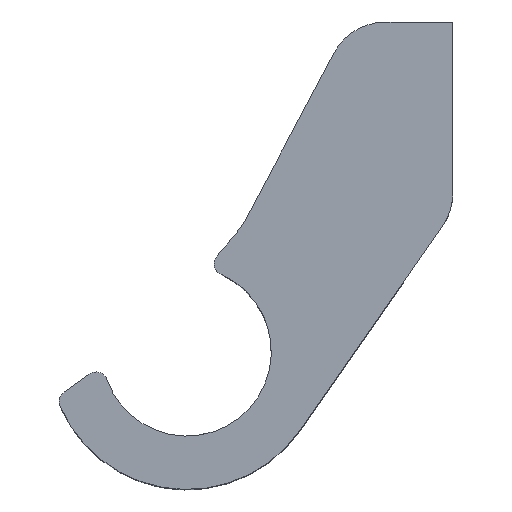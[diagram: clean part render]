
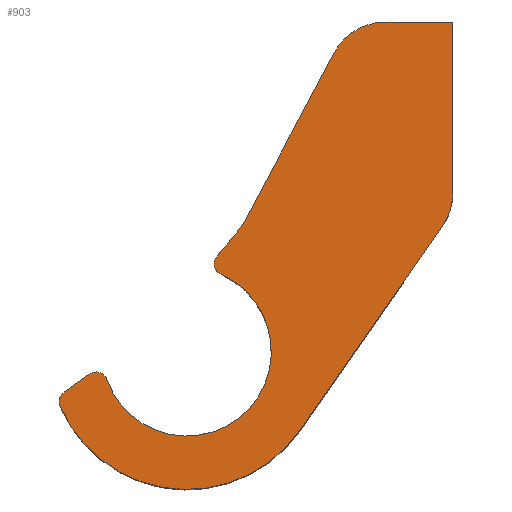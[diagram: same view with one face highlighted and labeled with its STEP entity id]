
A CAD part, top view. The second image highlights one B-rep face of the part: STEP entity #903.
In plain terms, the highlighted planar face has unit normal (0, 0, 1).
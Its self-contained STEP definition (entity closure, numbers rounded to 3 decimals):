
#20 = VERTEX_POINT ( 'NONE', #124 ) ;
#28 = AXIS2_PLACEMENT_3D ( 'NONE', #954, #107, #747 ) ;
#29 = DIRECTION ( 'NONE',  ( 1., 0., 0. ) ) ;
#35 = VERTEX_POINT ( 'NONE', #365 ) ;
#48 = ORIENTED_EDGE ( 'NONE', *, *, #596, .T. ) ;
#49 = CARTESIAN_POINT ( 'NONE',  ( 76.237, -82.5, -160. ) ) ;
#51 = AXIS2_PLACEMENT_3D ( 'NONE', #719, #54, #225 ) ;
#54 = DIRECTION ( 'NONE',  ( 0., 0., 1. ) ) ;
#55 = AXIS2_PLACEMENT_3D ( 'NONE', #926, #773, #996 ) ;
#62 = ORIENTED_EDGE ( 'NONE', *, *, #611, .T. ) ;
#69 = CARTESIAN_POINT ( 'NONE',  ( 82.855, -67.072, -160. ) ) ;
#72 = VECTOR ( 'NONE', #704, 1000. ) ;
#74 = CARTESIAN_POINT ( 'NONE',  ( 102.672, -75.2, -160. ) ) ;
#77 = CARTESIAN_POINT ( 'NONE',  ( 97., -40.7, -160. ) ) ;
#80 = VERTEX_POINT ( 'NONE', #205 ) ;
#85 = AXIS2_PLACEMENT_3D ( 'NONE', #447, #437, #29 ) ;
#90 = EDGE_CURVE ( 'NONE', #80, #295, #350, .T. ) ;
#92 = PLANE ( 'NONE',  #28 ) ;
#96 = CARTESIAN_POINT ( 'NONE',  ( 60.18, -89.458, -160. ) ) ;
#98 = ORIENTED_EDGE ( 'NONE', *, *, #541, .T. ) ;
#102 = CIRCLE ( 'NONE', #51, 7.5 ) ;
#105 = EDGE_CURVE ( 'NONE', #471, #886, #953, .T. ) ;
#107 = DIRECTION ( 'NONE',  ( 0., 0., 1. ) ) ;
#108 = ORIENTED_EDGE ( 'NONE', *, *, #173, .T. ) ;
#124 = CARTESIAN_POINT ( 'NONE',  ( 94.886, -44.686, -160. ) ) ;
#134 = VECTOR ( 'NONE', #601, 1000. ) ;
#156 = CARTESIAN_POINT ( 'NONE',  ( 101.512, -48.2, -160. ) ) ;
#157 = CARTESIAN_POINT ( 'NONE',  ( 108.65, -66.634, -160. ) ) ;
#173 = EDGE_CURVE ( 'NONE', #295, #737, #468, .T. ) ;
#189 = DIRECTION ( 'NONE',  ( 0., 0., 1. ) ) ;
#195 = DIRECTION ( 'NONE',  ( 0., 0., 1. ) ) ;
#197 = VERTEX_POINT ( 'NONE', #540 ) ;
#200 = EDGE_CURVE ( 'NONE', #995, #35, #524, .T. ) ;
#205 = CARTESIAN_POINT ( 'NONE',  ( 79.725, -71.331, -160. ) ) ;
#209 = ORIENTED_EDGE ( 'NONE', *, *, #939, .T. ) ;
#225 = DIRECTION ( 'NONE',  ( 1., 0., 0. ) ) ;
#248 = FACE_OUTER_BOUND ( 'NONE', #988, .T. ) ;
#258 = DIRECTION ( 'NONE',  ( -0.469, -0.883, 0. ) ) ;
#271 = CIRCLE ( 'NONE', #355, 106.6 ) ;
#280 = EDGE_CURVE ( 'NONE', #979, #471, #271, .T. ) ;
#282 = CARTESIAN_POINT ( 'NONE',  ( 101.512, -40.7, -160. ) ) ;
#286 = ORIENTED_EDGE ( 'NONE', *, *, #967, .T. ) ;
#289 = EDGE_CURVE ( 'NONE', #655, #20, #413, .T. ) ;
#292 = CIRCLE ( 'NONE', #969, 1.5 ) ;
#295 = VERTEX_POINT ( 'NONE', #710 ) ;
#308 = ORIENTED_EDGE ( 'NONE', *, *, #577, .T. ) ;
#350 = CIRCLE ( 'NONE', #679, 1.5 ) ;
#355 = AXIS2_PLACEMENT_3D ( 'NONE', #851, #377, #1002 ) ;
#365 = CARTESIAN_POINT ( 'NONE',  ( 90.588, -92.515, -160. ) ) ;
#368 = AXIS2_PLACEMENT_3D ( 'NONE', #573, #885, #753 ) ;
#377 = DIRECTION ( 'NONE',  ( 0., 0., -1. ) ) ;
#392 = VECTOR ( 'NONE', #397, 1000. ) ;
#397 = DIRECTION ( 'NONE',  ( 0.572, 0.82, 0. ) ) ;
#402 = DIRECTION ( 'NONE',  ( 0., 0., 1. ) ) ;
#413 = CIRCLE ( 'NONE', #663, 7.5 ) ;
#431 = ORIENTED_EDGE ( 'NONE', *, *, #448, .T. ) ;
#437 = DIRECTION ( 'NONE',  ( 0., 0., 1. ) ) ;
#447 = CARTESIAN_POINT ( 'NONE',  ( 61.556, -88.862, -160. ) ) ;
#448 = EDGE_CURVE ( 'NONE', #550, #507, #707, .T. ) ;
#453 = LINE ( 'NONE', #74, #392 ) ;
#454 = DIRECTION ( 'NONE',  ( 1., 0., 0. ) ) ;
#463 = CIRCLE ( 'NONE', #989, 1.5 ) ;
#468 = CIRCLE ( 'NONE', #999, 10.732 ) ;
#471 = VERTEX_POINT ( 'NONE', #472 ) ;
#472 = CARTESIAN_POINT ( 'NONE',  ( 60.702, -87.629, -160. ) ) ;
#507 = VERTEX_POINT ( 'NONE', #69 ) ;
#511 = LINE ( 'NONE', #77, #810 ) ;
#524 = CIRCLE ( 'NONE', #690, 17.5 ) ;
#536 = ORIENTED_EDGE ( 'NONE', *, *, #105, .T. ) ;
#540 = CARTESIAN_POINT ( 'NONE',  ( 110., -62.342, -160. ) ) ;
#541 = EDGE_CURVE ( 'NONE', #35, #870, #453, .T. ) ;
#550 = VERTEX_POINT ( 'NONE', #873 ) ;
#573 = CARTESIAN_POINT ( 'NONE',  ( 0., 0., -160. ) ) ;
#575 = CARTESIAN_POINT ( 'NONE',  ( 61.556, -88.862, -160. ) ) ;
#577 = EDGE_CURVE ( 'NONE', #507, #921, #938, .T. ) ;
#578 = CARTESIAN_POINT ( 'NONE',  ( 81.225, -71.331, -160. ) ) ;
#596 = EDGE_CURVE ( 'NONE', #737, #979, #463, .T. ) ;
#598 = CARTESIAN_POINT ( 'NONE',  ( 64.71, -86.592, -160. ) ) ;
#601 = DIRECTION ( 'NONE',  ( 0., 1., 0. ) ) ;
#611 = EDGE_CURVE ( 'NONE', #197, #1037, #852, .T. ) ;
#652 = ORIENTED_EDGE ( 'NONE', *, *, #289, .T. ) ;
#655 = VERTEX_POINT ( 'NONE', #282 ) ;
#658 = CARTESIAN_POINT ( 'NONE',  ( 60.056, -88.862, -160. ) ) ;
#663 = AXIS2_PLACEMENT_3D ( 'NONE', #156, #1009, #866 ) ;
#679 = AXIS2_PLACEMENT_3D ( 'NONE', #981, #195, #767 ) ;
#690 = AXIS2_PLACEMENT_3D ( 'NONE', #702, #784, #454 ) ;
#702 = CARTESIAN_POINT ( 'NONE',  ( 76.237, -82.5, -160. ) ) ;
#704 = DIRECTION ( 'NONE',  ( -1., 0., 0. ) ) ;
#707 = CIRCLE ( 'NONE', #55, 7.5 ) ;
#710 = CARTESIAN_POINT ( 'NONE',  ( 80.613, -72.701, -160. ) ) ;
#715 = EDGE_CURVE ( 'NONE', #1037, #655, #811, .T. ) ;
#719 = CARTESIAN_POINT ( 'NONE',  ( 102.5, -62.342, -160. ) ) ;
#722 = DIRECTION ( 'NONE',  ( 1., 0., 0. ) ) ;
#724 = ORIENTED_EDGE ( 'NONE', *, *, #841, .T. ) ;
#737 = VERTEX_POINT ( 'NONE', #1019 ) ;
#747 = DIRECTION ( 'NONE',  ( 1., 0., 0. ) ) ;
#751 = DIRECTION ( 'NONE',  ( 1., 0., 0. ) ) ;
#753 = DIRECTION ( 'NONE',  ( 1., 0., 0. ) ) ;
#754 = CIRCLE ( 'NONE', #902, 1.5 ) ;
#763 = ORIENTED_EDGE ( 'NONE', *, *, #280, .T. ) ;
#767 = DIRECTION ( 'NONE',  ( 1., 0., 0. ) ) ;
#771 = ORIENTED_EDGE ( 'NONE', *, *, #1023, .T. ) ;
#773 = DIRECTION ( 'NONE',  ( 0., 0., -1. ) ) ;
#776 = ORIENTED_EDGE ( 'NONE', *, *, #715, .T. ) ;
#784 = DIRECTION ( 'NONE',  ( 0., 0., 1. ) ) ;
#810 = VECTOR ( 'NONE', #258, 1000. ) ;
#811 = LINE ( 'NONE', #943, #72 ) ;
#834 = CARTESIAN_POINT ( 'NONE',  ( 110., -64.7, -160. ) ) ;
#841 = EDGE_CURVE ( 'NONE', #921, #80, #292, .T. ) ;
#845 = ORIENTED_EDGE ( 'NONE', *, *, #90, .T. ) ;
#851 = CARTESIAN_POINT ( 'NONE',  ( 0., 0., -160. ) ) ;
#852 = LINE ( 'NONE', #834, #134 ) ;
#866 = DIRECTION ( 'NONE',  ( 1., 0., 0. ) ) ;
#870 = VERTEX_POINT ( 'NONE', #157 ) ;
#873 = CARTESIAN_POINT ( 'NONE',  ( 83.651, -65.867, -160. ) ) ;
#882 = CARTESIAN_POINT ( 'NONE',  ( 110., -40.7, -160. ) ) ;
#885 = DIRECTION ( 'NONE',  ( 0., 0., -1. ) ) ;
#886 = VERTEX_POINT ( 'NONE', #658 ) ;
#888 = DIRECTION ( 'NONE',  ( 0., 0., 1. ) ) ;
#894 = CARTESIAN_POINT ( 'NONE',  ( 63.813, -85.39, -160. ) ) ;
#902 = AXIS2_PLACEMENT_3D ( 'NONE', #575, #888, #965 ) ;
#903 = ADVANCED_FACE ( 'NONE', ( #248 ), #92, .T. ) ;
#909 = CARTESIAN_POINT ( 'NONE',  ( 80.097, -70.342, -160. ) ) ;
#921 = VERTEX_POINT ( 'NONE', #909 ) ;
#926 = CARTESIAN_POINT ( 'NONE',  ( 77.025, -62.353, -160. ) ) ;
#938 = CIRCLE ( 'NONE', #368, 106.6 ) ;
#939 = EDGE_CURVE ( 'NONE', #870, #197, #102, .T. ) ;
#943 = CARTESIAN_POINT ( 'NONE',  ( 110., -40.7, -160. ) ) ;
#944 = ORIENTED_EDGE ( 'NONE', *, *, #200, .T. ) ;
#953 = CIRCLE ( 'NONE', #85, 1.5 ) ;
#954 = CARTESIAN_POINT ( 'NONE',  ( 0., 0., -160. ) ) ;
#965 = DIRECTION ( 'NONE',  ( 1., 0., 0. ) ) ;
#967 = EDGE_CURVE ( 'NONE', #886, #995, #754, .T. ) ;
#969 = AXIS2_PLACEMENT_3D ( 'NONE', #578, #402, #722 ) ;
#979 = VERTEX_POINT ( 'NONE', #894 ) ;
#981 = CARTESIAN_POINT ( 'NONE',  ( 81.225, -71.331, -160. ) ) ;
#988 = EDGE_LOOP ( 'NONE', ( #98, #209, #62, #776, #652, #771, #431, #308, #724, #845, #108, #48, #763, #536, #286, #944 ) ) ;
#989 = AXIS2_PLACEMENT_3D ( 'NONE', #598, #189, #751 ) ;
#995 = VERTEX_POINT ( 'NONE', #96 ) ;
#996 = DIRECTION ( 'NONE',  ( 1., 0., 0. ) ) ;
#999 = AXIS2_PLACEMENT_3D ( 'NONE', #49, #1001, #1008 ) ;
#1001 = DIRECTION ( 'NONE',  ( 0., 0., -1. ) ) ;
#1002 = DIRECTION ( 'NONE',  ( 1., 0., 0. ) ) ;
#1008 = DIRECTION ( 'NONE',  ( 1., 0., 0. ) ) ;
#1009 = DIRECTION ( 'NONE',  ( 0., 0., 1. ) ) ;
#1019 = CARTESIAN_POINT ( 'NONE',  ( 66.124, -86.09, -160. ) ) ;
#1023 = EDGE_CURVE ( 'NONE', #20, #550, #511, .T. ) ;
#1037 = VERTEX_POINT ( 'NONE', #882 ) ;
